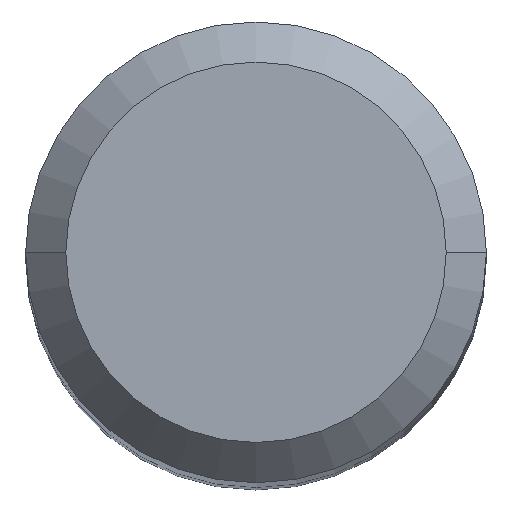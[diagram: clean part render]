
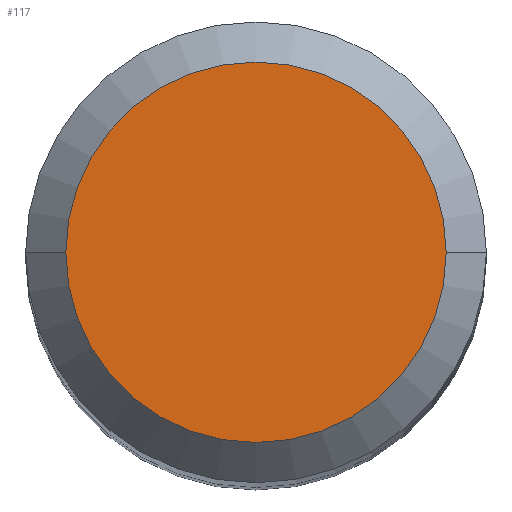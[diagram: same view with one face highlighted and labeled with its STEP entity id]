
A CAD part, top view. The second image highlights one B-rep face of the part: STEP entity #117.
In plain terms, the highlighted planar face has unit normal (0, 0, 1).
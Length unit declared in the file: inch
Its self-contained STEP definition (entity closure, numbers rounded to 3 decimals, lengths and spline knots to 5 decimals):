
#7 = DIRECTION ( 'NONE',  ( 1., 0., 0. ) ) ;
#42 = FACE_OUTER_BOUND ( 'NONE', #174, .T. ) ;
#52 = VERTEX_POINT ( 'NONE', #300 ) ;
#71 = ORIENTED_EDGE ( 'NONE', *, *, #79, .T. ) ;
#79 = EDGE_CURVE ( 'NONE', #52, #271, #195, .T. ) ;
#112 = AXIS2_PLACEMENT_3D ( 'NONE', #307, #313, #315 ) ;
#116 = CARTESIAN_POINT ( 'NONE',  ( 0., 0., 0. ) ) ;
#117 = ADVANCED_FACE ( 'NONE', ( #42 ), #381, .F. ) ;
#146 = DIRECTION ( 'NONE',  ( -1., 0., 0. ) ) ;
#152 = CARTESIAN_POINT ( 'NONE',  ( 0., 0., 0. ) ) ;
#172 = EDGE_CURVE ( 'NONE', #271, #52, #358, .T. ) ;
#174 = EDGE_LOOP ( 'NONE', ( #210, #71 ) ) ;
#189 = CARTESIAN_POINT ( 'NONE',  ( -0.1479, 0., 0. ) ) ;
#195 = CIRCLE ( 'NONE', #343, 0.1479 ) ;
#210 = ORIENTED_EDGE ( 'NONE', *, *, #172, .T. ) ;
#224 = DIRECTION ( 'NONE',  ( 0., 0., -1. ) ) ;
#269 = DIRECTION ( 'NONE',  ( 0., 0., 1. ) ) ;
#271 = VERTEX_POINT ( 'NONE', #189 ) ;
#284 = AXIS2_PLACEMENT_3D ( 'NONE', #116, #224, #146 ) ;
#300 = CARTESIAN_POINT ( 'NONE',  ( 0.1479, 0., 0. ) ) ;
#307 = CARTESIAN_POINT ( 'NONE',  ( 0., 0., 0. ) ) ;
#313 = DIRECTION ( 'NONE',  ( 0., 0., 1. ) ) ;
#315 = DIRECTION ( 'NONE',  ( 1., 0., 0. ) ) ;
#343 = AXIS2_PLACEMENT_3D ( 'NONE', #152, #269, #7 ) ;
#358 = CIRCLE ( 'NONE', #112, 0.1479 ) ;
#381 = PLANE ( 'NONE',  #284 ) ;
